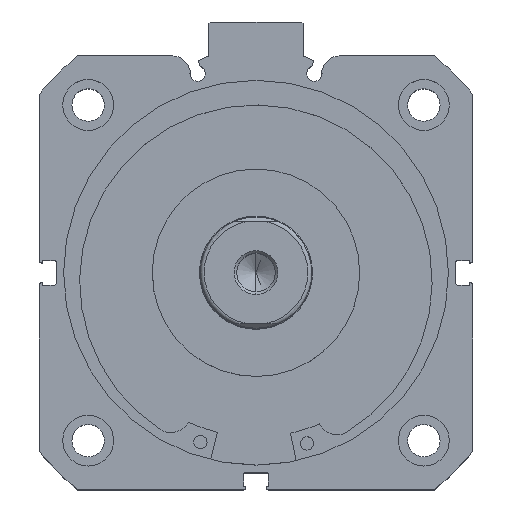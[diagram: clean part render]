
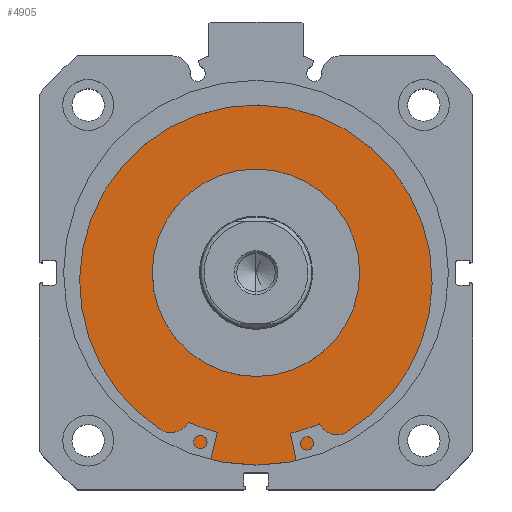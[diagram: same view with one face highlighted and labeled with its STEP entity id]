
A CAD part, top view. The second image highlights one B-rep face of the part: STEP entity #4905.
In plain terms, the highlighted face is planar.
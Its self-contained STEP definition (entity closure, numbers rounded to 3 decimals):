
#19 = EDGE_LOOP ( 'NONE', ( #609, #526 ) ) ;
#29 = EDGE_LOOP ( 'NONE', ( #521, #611 ) ) ;
#521 = ORIENTED_EDGE ( 'NONE', *, *, #4133, .F. ) ;
#526 = ORIENTED_EDGE ( 'NONE', *, *, #4142, .T. ) ;
#609 = ORIENTED_EDGE ( 'NONE', *, *, #4128, .T. ) ;
#611 = ORIENTED_EDGE ( 'NONE', *, *, #4141, .F. ) ;
#1551 = CARTESIAN_POINT ( 'NONE',  ( 5.5, 0., 0. ) ) ;
#1552 = DIRECTION ( 'NONE',  ( -1., 0., 0. ) ) ;
#1553 = DIRECTION ( 'NONE',  ( 0., 0., 1. ) ) ;
#1561 = CARTESIAN_POINT ( 'NONE',  ( 5.5, 0., 0. ) ) ;
#1562 = DIRECTION ( 'NONE',  ( -1., 0., 0. ) ) ;
#1563 = DIRECTION ( 'NONE',  ( 0., 0., 1. ) ) ;
#1578 = CARTESIAN_POINT ( 'NONE',  ( 5.5, 0., 0. ) ) ;
#1581 = CARTESIAN_POINT ( 'NONE',  ( 5.5, 0., 0. ) ) ;
#1585 = DIRECTION ( 'NONE',  ( -1., 0., 0. ) ) ;
#1586 = DIRECTION ( 'NONE',  ( 0., 0., 1. ) ) ;
#1588 = DIRECTION ( 'NONE',  ( -1., 0., 0. ) ) ;
#1589 = DIRECTION ( 'NONE',  ( 0., 0., 1. ) ) ;
#2070 = CIRCLE ( 'NONE', #4500, 51. ) ;
#2077 = CIRCLE ( 'NONE', #4504, 27.5 ) ;
#2085 = CIRCLE ( 'NONE', #4508, 27.5 ) ;
#2087 = CIRCLE ( 'NONE', #4509, 51. ) ;
#2477 = FACE_BOUND ( 'NONE', #29, .T. ) ;
#2483 = FACE_OUTER_BOUND ( 'NONE', #19, .T. ) ;
#3020 = CARTESIAN_POINT ( 'NONE',  ( 5.5, 51., 0. ) ) ;
#3021 = PLANE ( 'NONE',  #4685 ) ;
#3022 = DIRECTION ( 'NONE',  ( 1., 0., 0. ) ) ;
#3023 = DIRECTION ( 'NONE',  ( 0., 0., -1. ) ) ;
#3450 = CARTESIAN_POINT ( 'NONE',  ( 5.5, 0., 51. ) ) ;
#3451 = CARTESIAN_POINT ( 'NONE',  ( 5.5, 0., -51. ) ) ;
#3456 = CARTESIAN_POINT ( 'NONE',  ( 5.5, 0., -27.5 ) ) ;
#3457 = CARTESIAN_POINT ( 'NONE',  ( 5.5, 0., 27.5 ) ) ;
#4128 = EDGE_CURVE ( 'NONE', #6772, #6773, #2070, .T. ) ;
#4133 = EDGE_CURVE ( 'NONE', #6793, #6788, #2077, .T. ) ;
#4141 = EDGE_CURVE ( 'NONE', #6788, #6793, #2085, .T. ) ;
#4142 = EDGE_CURVE ( 'NONE', #6773, #6772, #2087, .T. ) ;
#4500 = AXIS2_PLACEMENT_3D ( 'NONE', #1551, #1552, #1553 ) ;
#4504 = AXIS2_PLACEMENT_3D ( 'NONE', #1561, #1562, #1563 ) ;
#4508 = AXIS2_PLACEMENT_3D ( 'NONE', #1578, #1585, #1586 ) ;
#4509 = AXIS2_PLACEMENT_3D ( 'NONE', #1581, #1588, #1589 ) ;
#4685 = AXIS2_PLACEMENT_3D ( 'NONE', #3020, #3022, #3023 ) ;
#4905 = ADVANCED_FACE ( 'NONE', ( #2477, #2483 ), #3021, .F. ) ;
#6772 = VERTEX_POINT ( 'NONE', #3450 ) ;
#6773 = VERTEX_POINT ( 'NONE', #3451 ) ;
#6788 = VERTEX_POINT ( 'NONE', #3456 ) ;
#6793 = VERTEX_POINT ( 'NONE', #3457 ) ;
